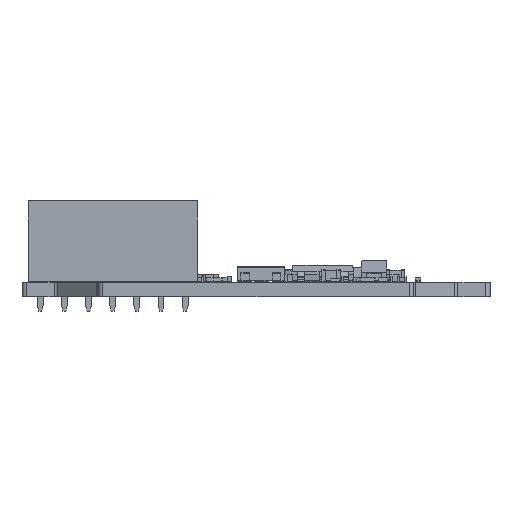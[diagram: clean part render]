
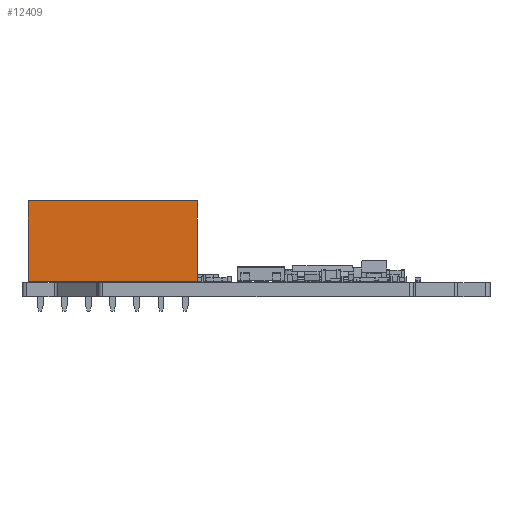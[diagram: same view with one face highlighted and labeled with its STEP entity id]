
A CAD part, front view. The second image highlights one B-rep face of the part: STEP entity #12409.
In plain terms, the highlighted face is planar.
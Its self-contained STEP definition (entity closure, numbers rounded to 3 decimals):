
#11486 = VERTEX_POINT('',#11487);
#11487 = CARTESIAN_POINT('',(-1.27,-16.51,0.));
#11495 = EDGE_CURVE('',#11486,#11496,#11498,.T.);
#11496 = VERTEX_POINT('',#11497);
#11497 = CARTESIAN_POINT('',(-1.27,-16.51,8.5));
#11498 = LINE('',#11499,#11500);
#11499 = CARTESIAN_POINT('',(-1.27,-16.51,0.));
#11500 = VECTOR('',#11501,1.);
#11501 = DIRECTION('',(0.,0.,1.));
#11558 = VERTEX_POINT('',#11559);
#11559 = CARTESIAN_POINT('',(-1.27,1.27,8.5));
#11565 = EDGE_CURVE('',#11566,#11558,#11568,.T.);
#11566 = VERTEX_POINT('',#11567);
#11567 = CARTESIAN_POINT('',(-1.27,1.27,0.));
#11568 = LINE('',#11569,#11570);
#11569 = CARTESIAN_POINT('',(-1.27,1.27,0.));
#11570 = VECTOR('',#11571,1.);
#11571 = DIRECTION('',(0.,0.,1.));
#11630 = EDGE_CURVE('',#11558,#11496,#11631,.T.);
#11631 = LINE('',#11632,#11633);
#11632 = CARTESIAN_POINT('',(-1.27,1.27,8.5));
#11633 = VECTOR('',#11634,1.);
#11634 = DIRECTION('',(0.,-1.,0.));
#11891 = EDGE_CURVE('',#11566,#11486,#11892,.T.);
#11892 = LINE('',#11893,#11894);
#11893 = CARTESIAN_POINT('',(-1.27,1.27,0.));
#11894 = VECTOR('',#11895,1.);
#11895 = DIRECTION('',(0.,-1.,0.));
#12409 = ADVANCED_FACE('',(#12410),#12416,.F.);
#12410 = FACE_BOUND('',#12411,.F.);
#12411 = EDGE_LOOP('',(#12412,#12413,#12414,#12415));
#12412 = ORIENTED_EDGE('',*,*,#11565,.T.);
#12413 = ORIENTED_EDGE('',*,*,#11630,.T.);
#12414 = ORIENTED_EDGE('',*,*,#11495,.F.);
#12415 = ORIENTED_EDGE('',*,*,#11891,.F.);
#12416 = PLANE('',#12417);
#12417 = AXIS2_PLACEMENT_3D('',#12418,#12419,#12420);
#12418 = CARTESIAN_POINT('',(-1.27,1.27,0.));
#12419 = DIRECTION('',(1.,0.,0.));
#12420 = DIRECTION('',(0.,-1.,0.));
